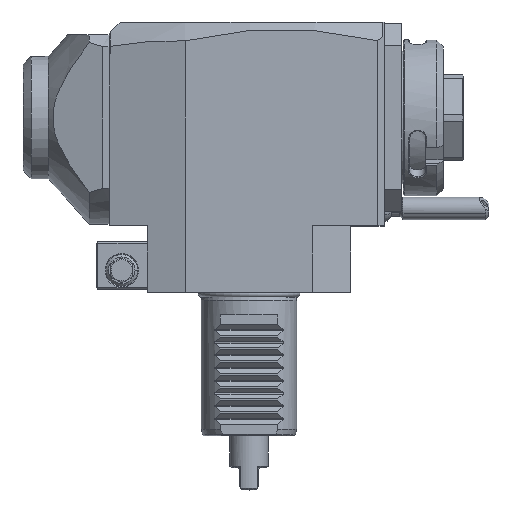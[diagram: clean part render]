
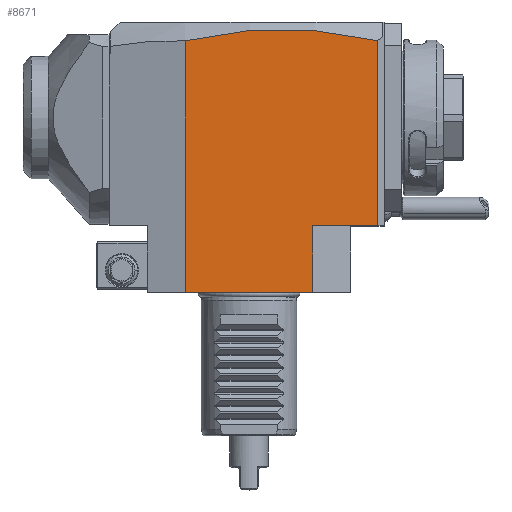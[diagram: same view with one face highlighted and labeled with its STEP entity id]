
A CAD part, top view. The second image highlights one B-rep face of the part: STEP entity #8671.
In plain terms, the highlighted planar face has unit normal (0, 0, 1).
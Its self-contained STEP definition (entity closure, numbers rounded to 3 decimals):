
#17=DIRECTION('',(-1.,0.,0.));
#18=VECTOR('',#17,40.);
#19=CARTESIAN_POINT('',(20.,0.,32.));
#20=LINE('',#19,#18);
#305=DIRECTION('',(-1.,0.,0.));
#306=VECTOR('',#305,20.5);
#307=CARTESIAN_POINT('',(40.5,21.,32.));
#308=LINE('',#307,#306);
#309=CARTESIAN_POINT('',(40.5,79.133,32.));
#310=CARTESIAN_POINT('',(35.458,80.345,32.));
#311=CARTESIAN_POINT('',(25.373,82.145,32.));
#312=CARTESIAN_POINT('',(10.247,83.032,32.));
#313=CARTESIAN_POINT('',(-4.877,82.124,32.));
#314=CARTESIAN_POINT('',(-14.959,80.311,32.));
#315=CARTESIAN_POINT('',(-20.,79.092,32.));
#321=DIRECTION('',(0.,1.,0.));
#322=VECTOR('',#321,58.133);
#323=CARTESIAN_POINT('',(40.5,21.,32.));
#324=LINE('',#323,#322);
#548=DIRECTION('',(0.,-1.,0.));
#549=VECTOR('',#548,79.092);
#550=CARTESIAN_POINT('',(-20.,79.092,32.));
#551=LINE('',#550,#549);
#5358=DIRECTION('',(0.,1.,0.));
#5359=VECTOR('',#5358,21.);
#5360=CARTESIAN_POINT('',(20.,0.,32.));
#5361=LINE('',#5360,#5359);
#7996=VERTEX_POINT('',#309);
#7997=VERTEX_POINT('',#315);
#8370=CARTESIAN_POINT('',(40.5,21.,32.));
#8371=VERTEX_POINT('',#8370);
#8384=CARTESIAN_POINT('',(20.,0.,32.));
#8385=VERTEX_POINT('',#8384);
#8386=CARTESIAN_POINT('',(-20.,0.,32.));
#8387=VERTEX_POINT('',#8386);
#8566=CARTESIAN_POINT('',(20.,21.,32.));
#8567=VERTEX_POINT('',#8566);
#8654=CARTESIAN_POINT('',(-35.103,21.,32.));
#8655=DIRECTION('',(0.,0.,1.));
#8656=DIRECTION('',(1.,0.,0.));
#8657=AXIS2_PLACEMENT_3D('',#8654,#8655,#8656);
#8658=PLANE('',#8657);
#8660=ORIENTED_EDGE('',*,*,#8659,.F.);
#8661=ORIENTED_EDGE('',*,*,#8636,.T.);
#8663=ORIENTED_EDGE('',*,*,#8662,.F.);
#8664=ORIENTED_EDGE('',*,*,#8583,.T.);
#8666=ORIENTED_EDGE('',*,*,#8665,.F.);
#8668=ORIENTED_EDGE('',*,*,#8667,.F.);
#8669=EDGE_LOOP('',(#8660,#8661,#8663,#8664,#8666,#8668));
#8670=FACE_OUTER_BOUND('',#8669,.F.);
#316=B_SPLINE_CURVE_WITH_KNOTS('',3,(#309,#310,#311,#312,#313,#314,#315),
.UNSPECIFIED.,.F.,.F.,(4,1,1,1,4),(0.,0.25,0.5,0.75,1.),
.UNSPECIFIED.);
#8583=EDGE_CURVE('',#8385,#8387,#20,.T.);
#8636=EDGE_CURVE('',#8371,#8567,#308,.T.);
#8659=EDGE_CURVE('',#8371,#7996,#324,.T.);
#8662=EDGE_CURVE('',#8385,#8567,#5361,.T.);
#8665=EDGE_CURVE('',#7997,#8387,#551,.T.);
#8667=EDGE_CURVE('',#7996,#7997,#316,.T.);
#8671=ADVANCED_FACE('',(#8670),#8658,.T.);
